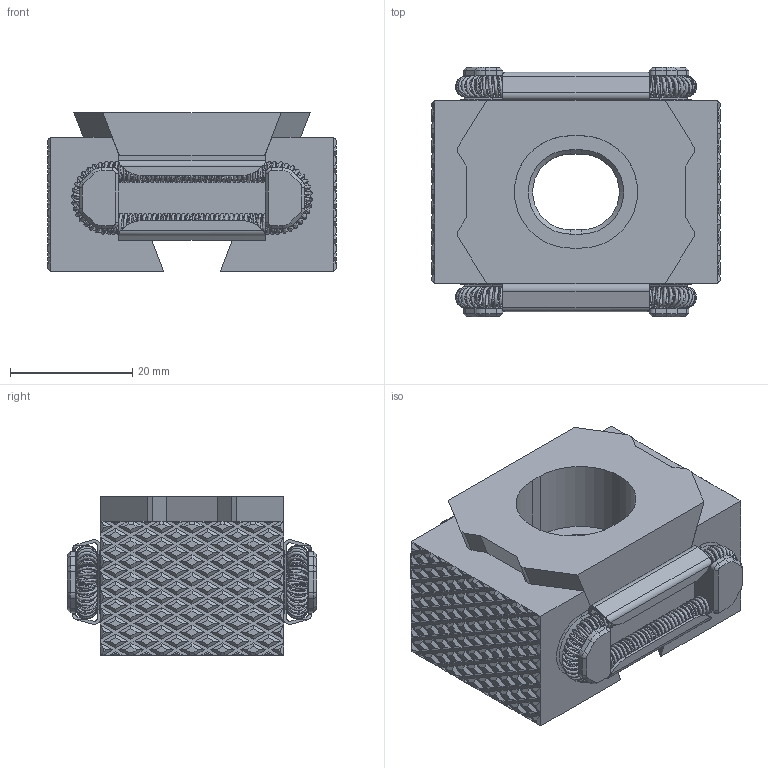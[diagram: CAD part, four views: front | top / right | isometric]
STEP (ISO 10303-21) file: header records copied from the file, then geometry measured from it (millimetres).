
FILE_DESCRIPTION(/* description */ (''),/* implementation_level */ '2;1');
FILE_NAME(/* name */ '05-0298.step',/* time_stamp */ '2024-02-22T16:02:58-08:00',/* author */ (''),/* organization */ (''),/* preprocessor_version */ 'ST-DEVELOPER v20',/* originating_system */ 'Autodesk Translation Framework v12.14.0.127',/* authorisation */ '');
FILE_SCHEMA (('AUTOMOTIVE_DESIGN { 1 0 10303 214 3 1 1 }'));
Products named in the file (1): PF-K2-BD組合(05-0298)
Bounding box: 47.3 x 40.9 x 26 mm (x, y, z)
Volume: 26989.7 mm3; surface area: 16249.1 mm2
Topology: 7 solids, 7 shells, 1328 faces, 3277 edges, 2108 vertices
Faces by surface type: plane 1205, cylinder 76, cone 30, bspline 9, torus 8
Entity records: 110793 total; most frequent: CARTESIAN_POINT 78018, ORIENTED_EDGE 6554, DIRECTION 6098, EDGE_CURVE 3277, LINE 3022, VECTOR 3022, VERTEX_POINT 2108, AXIS2_PLACEMENT_3D 1538
